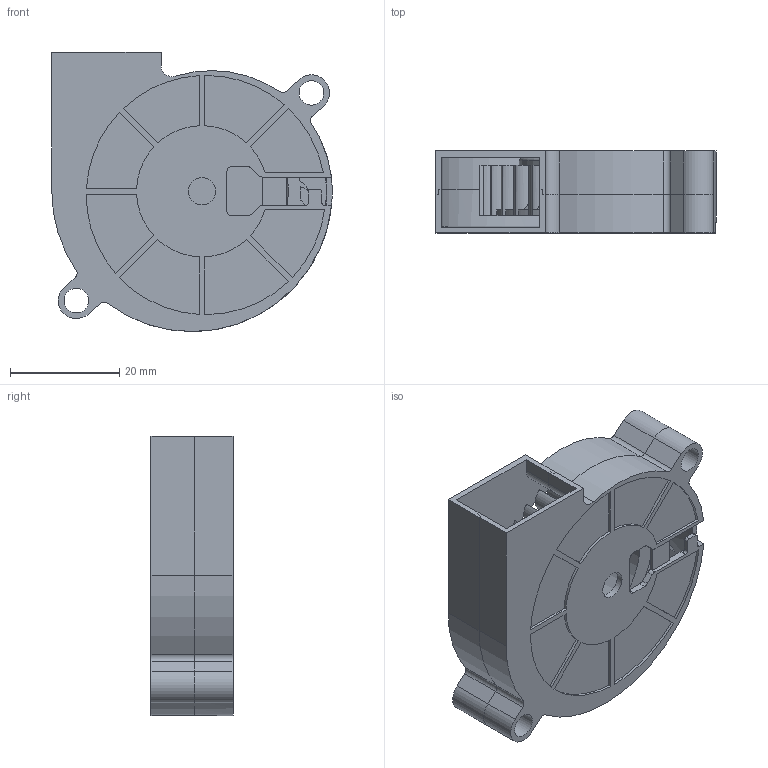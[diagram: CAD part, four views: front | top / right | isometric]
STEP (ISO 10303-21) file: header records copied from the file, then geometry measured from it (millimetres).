
FILE_DESCRIPTION(/* description */ (''),/* implementation_level */ '2;1');
FILE_NAME(/* name */ '5015 Blower Fan.step',/* time_stamp */ '2023-08-27T22:48:13-06:00',/* author */ (''),/* organization */ (''),/* preprocessor_version */ 'ST-DEVELOPER v20',/* originating_system */ 'Autodesk Translation Framework v12.9.0.99',/* authorisation */ '');
FILE_SCHEMA (('AUTOMOTIVE_DESIGN { 1 0 10303 214 3 1 1 }'));
Length unit declared in the file: millimetre
Products named in the file (1): 5015 Blower Fan
Bounding box: 51.3 x 15 x 51.07 mm (x, y, z)
Volume: 8649.8 mm3; surface area: 19319.3 mm2
Topology: 3 solids, 3 shells, 349 faces, 930 edges, 597 vertices
Faces by surface type: cylinder 169, plane 143, cone 34, torus 2, bspline 1
Full cylindrical faces by diameter (mm): 4.5 x4, 5 x1, 5.65 x2, 22.8 x1, 24.5 x1, 32 x1
Entity records: 11365 total; most frequent: CARTESIAN_POINT 2303, DIRECTION 2044, ORIENTED_EDGE 1860, EDGE_CURVE 930, AXIS2_PLACEMENT_3D 833, VERTEX_POINT 597, CIRCLE 484, LINE 378
